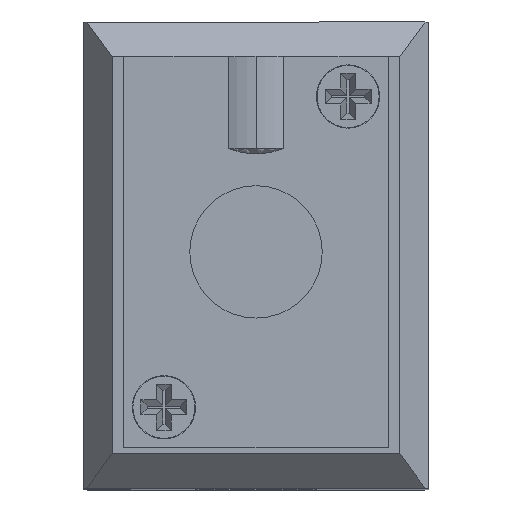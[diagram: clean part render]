
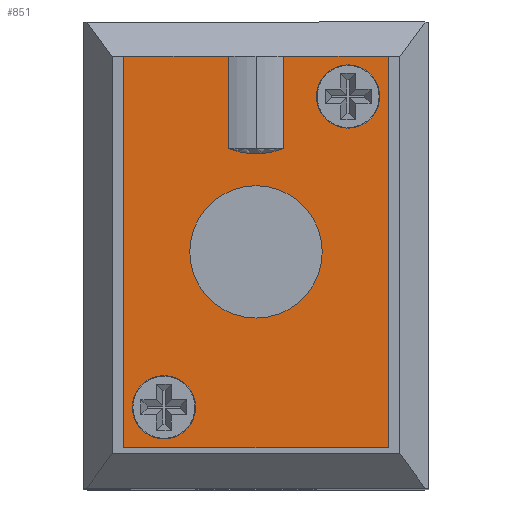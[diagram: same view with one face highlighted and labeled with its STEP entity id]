
A CAD part, top view. The second image highlights one B-rep face of the part: STEP entity #851.
In plain terms, the highlighted planar face has unit normal (0, 0, 1).
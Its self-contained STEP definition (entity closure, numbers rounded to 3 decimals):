
#181 = EDGE_LOOP ( 'NONE', ( #1995, #1994 ) ) ;
#198 = EDGE_LOOP ( 'NONE', ( #1991, #1990, #1989, #1988, #1987, #1986, #1985, #1984 ) ) ;
#201 = EDGE_LOOP ( 'NONE', ( #1993, #1992 ) ) ;
#257 = EDGE_LOOP ( 'NONE', ( #1997, #1996 ) ) ;
#504 = AXIS2_PLACEMENT_3D ( 'NONE', #1898, #1861, #1856 ) ;
#694 = AXIS2_PLACEMENT_3D ( 'NONE', #3253, #3251, #3250 ) ;
#696 = AXIS2_PLACEMENT_3D ( 'NONE', #3237, #3235, #3233 ) ;
#698 = AXIS2_PLACEMENT_3D ( 'NONE', #3221, #3220, #3219 ) ;
#699 = AXIS2_PLACEMENT_3D ( 'NONE', #3214, #3212, #3211 ) ;
#700 = AXIS2_PLACEMENT_3D ( 'NONE', #3209, #3208, #3206 ) ;
#701 = AXIS2_PLACEMENT_3D ( 'NONE', #3205, #3203, #3202 ) ;
#702 = AXIS2_PLACEMENT_3D ( 'NONE', #3197, #3196, #3194 ) ;
#851 = ADVANCED_FACE ( 'NONE', ( #4380, #4381, #4382, #4383 ), #1900, .T. ) ;
#1244 = VERTEX_POINT ( 'NONE', #3525 ) ;
#1253 = VERTEX_POINT ( 'NONE', #3513 ) ;
#1256 = VERTEX_POINT ( 'NONE', #3510 ) ;
#1261 = VERTEX_POINT ( 'NONE', #3504 ) ;
#1266 = VERTEX_POINT ( 'NONE', #3499 ) ;
#1267 = VERTEX_POINT ( 'NONE', #3498 ) ;
#1295 = VERTEX_POINT ( 'NONE', #3464 ) ;
#1303 = VERTEX_POINT ( 'NONE', #3434 ) ;
#1324 = VERTEX_POINT ( 'NONE', #3371 ) ;
#1327 = VERTEX_POINT ( 'NONE', #3363 ) ;
#1335 = VERTEX_POINT ( 'NONE', #3340 ) ;
#1338 = VERTEX_POINT ( 'NONE', #3330 ) ;
#1398 = VERTEX_POINT ( 'NONE', #3164 ) ;
#1465 = VERTEX_POINT ( 'NONE', #2958 ) ;
#1856 = DIRECTION ( 'NONE',  ( 1., 0., 0. ) ) ;
#1861 = DIRECTION ( 'NONE',  ( 0., 0., 1. ) ) ;
#1898 = CARTESIAN_POINT ( 'NONE',  ( 11.5, -17., 13. ) ) ;
#1900 = PLANE ( 'NONE',  #504 ) ;
#1984 = ORIENTED_EDGE ( 'NONE', *, *, #3860, .T. ) ;
#1985 = ORIENTED_EDGE ( 'NONE', *, *, #3859, .T. ) ;
#1986 = ORIENTED_EDGE ( 'NONE', *, *, #3858, .T. ) ;
#1987 = ORIENTED_EDGE ( 'NONE', *, *, #3857, .T. ) ;
#1988 = ORIENTED_EDGE ( 'NONE', *, *, #3856, .T. ) ;
#1989 = ORIENTED_EDGE ( 'NONE', *, *, #3823, .T. ) ;
#1990 = ORIENTED_EDGE ( 'NONE', *, *, #3855, .T. ) ;
#1991 = ORIENTED_EDGE ( 'NONE', *, *, #3854, .F. ) ;
#1992 = ORIENTED_EDGE ( 'NONE', *, *, #3841, .F. ) ;
#1993 = ORIENTED_EDGE ( 'NONE', *, *, #3853, .F. ) ;
#1994 = ORIENTED_EDGE ( 'NONE', *, *, #3845, .F. ) ;
#1995 = ORIENTED_EDGE ( 'NONE', *, *, #3852, .F. ) ;
#1996 = ORIENTED_EDGE ( 'NONE', *, *, #3849, .F. ) ;
#1997 = ORIENTED_EDGE ( 'NONE', *, *, #3851, .F. ) ;
#2958 = CARTESIAN_POINT ( 'NONE',  ( 5.75, 0., 13. ) ) ;
#3164 = CARTESIAN_POINT ( 'NONE',  ( 11.5, -17., 13. ) ) ;
#3179 = DIRECTION ( 'NONE',  ( -1., 0., 0. ) ) ;
#3181 = CARTESIAN_POINT ( 'NONE',  ( -11.5, 17., 13. ) ) ;
#3182 = DIRECTION ( 'NONE',  ( 0., 1., 0. ) ) ;
#3183 = CARTESIAN_POINT ( 'NONE',  ( 11.5, 17., 13. ) ) ;
#3185 = DIRECTION ( 'NONE',  ( 1., 0., 0. ) ) ;
#3186 = CARTESIAN_POINT ( 'NONE',  ( -11.5, -17., 13. ) ) ;
#3188 = DIRECTION ( 'NONE',  ( 0., -1., 0. ) ) ;
#3189 = CARTESIAN_POINT ( 'NONE',  ( -11.5, 17., 13. ) ) ;
#3190 = DIRECTION ( 'NONE',  ( -1., 0., 0. ) ) ;
#3193 = CARTESIAN_POINT ( 'NONE',  ( -11.5, 17., 13. ) ) ;
#3194 = DIRECTION ( 'NONE',  ( 1., 0., 0. ) ) ;
#3196 = DIRECTION ( 'NONE',  ( 0., 0., -1. ) ) ;
#3197 = CARTESIAN_POINT ( 'NONE',  ( 0., 14.5, 13. ) ) ;
#3199 = DIRECTION ( 'NONE',  ( 0., 1., 0. ) ) ;
#3200 = CARTESIAN_POINT ( 'NONE',  ( 2.398, 9., 13. ) ) ;
#3202 = DIRECTION ( 'NONE',  ( 1., 0., 0. ) ) ;
#3203 = DIRECTION ( 'NONE',  ( 0., 0., 1. ) ) ;
#3205 = CARTESIAN_POINT ( 'NONE',  ( -8., -13.5, 13. ) ) ;
#3206 = DIRECTION ( 'NONE',  ( 1., 0., 0. ) ) ;
#3208 = DIRECTION ( 'NONE',  ( 0., 0., 1. ) ) ;
#3209 = CARTESIAN_POINT ( 'NONE',  ( 8., 13.5, 13. ) ) ;
#3211 = DIRECTION ( 'NONE',  ( 1., 0., 0. ) ) ;
#3212 = DIRECTION ( 'NONE',  ( 0., 0., 1. ) ) ;
#3214 = CARTESIAN_POINT ( 'NONE',  ( 0., 0., 13. ) ) ;
#3219 = DIRECTION ( 'NONE',  ( 1., 0., 0. ) ) ;
#3220 = DIRECTION ( 'NONE',  ( 0., 0., 1. ) ) ;
#3221 = CARTESIAN_POINT ( 'NONE',  ( 0., 0., 13. ) ) ;
#3233 = DIRECTION ( 'NONE',  ( 1., 0., 0. ) ) ;
#3235 = DIRECTION ( 'NONE',  ( 0., 0., 1. ) ) ;
#3237 = CARTESIAN_POINT ( 'NONE',  ( 8., 13.5, 13. ) ) ;
#3250 = DIRECTION ( 'NONE',  ( 1., 0., 0. ) ) ;
#3251 = DIRECTION ( 'NONE',  ( 0., 0., 1. ) ) ;
#3253 = CARTESIAN_POINT ( 'NONE',  ( -8., -13.5, 13. ) ) ;
#3320 = DIRECTION ( 'NONE',  ( 0., 1., 0. ) ) ;
#3322 = CARTESIAN_POINT ( 'NONE',  ( -2.398, 9., 13. ) ) ;
#3330 = CARTESIAN_POINT ( 'NONE',  ( -10.75, -13.5, 13. ) ) ;
#3340 = CARTESIAN_POINT ( 'NONE',  ( 11.5, 17., 13. ) ) ;
#3363 = CARTESIAN_POINT ( 'NONE',  ( 5.25, 13.5, 13. ) ) ;
#3371 = CARTESIAN_POINT ( 'NONE',  ( 10.75, 13.5, 13. ) ) ;
#3434 = CARTESIAN_POINT ( 'NONE',  ( 2.398, 17., 13. ) ) ;
#3464 = CARTESIAN_POINT ( 'NONE',  ( -2.398, 9., 13. ) ) ;
#3498 = CARTESIAN_POINT ( 'NONE',  ( -11.5, 17., 13. ) ) ;
#3499 = CARTESIAN_POINT ( 'NONE',  ( -5.25, -13.5, 13. ) ) ;
#3504 = CARTESIAN_POINT ( 'NONE',  ( 2.398, 9., 13. ) ) ;
#3510 = CARTESIAN_POINT ( 'NONE',  ( -5.75, 0., 13. ) ) ;
#3513 = CARTESIAN_POINT ( 'NONE',  ( -11.5, -17., 13. ) ) ;
#3525 = CARTESIAN_POINT ( 'NONE',  ( -2.398, 17., 13. ) ) ;
#3823 = EDGE_CURVE ( 'NONE', #1295, #1244, #4836, .T. ) ;
#3841 = EDGE_CURVE ( 'NONE', #1338, #1266, #4866, .T. ) ;
#3845 = EDGE_CURVE ( 'NONE', #1327, #1324, #4872, .T. ) ;
#3849 = EDGE_CURVE ( 'NONE', #1256, #1465, #4878, .T. ) ;
#3851 = EDGE_CURVE ( 'NONE', #1465, #1256, #4880, .T. ) ;
#3852 = EDGE_CURVE ( 'NONE', #1324, #1327, #4881, .T. ) ;
#3853 = EDGE_CURVE ( 'NONE', #1266, #1338, #4883, .T. ) ;
#3854 = EDGE_CURVE ( 'NONE', #1261, #1303, #4882, .T. ) ;
#3855 = EDGE_CURVE ( 'NONE', #1261, #1295, #4886, .T. ) ;
#3856 = EDGE_CURVE ( 'NONE', #1244, #1267, #4885, .T. ) ;
#3857 = EDGE_CURVE ( 'NONE', #1267, #1253, #4888, .T. ) ;
#3858 = EDGE_CURVE ( 'NONE', #1253, #1398, #4890, .T. ) ;
#3859 = EDGE_CURVE ( 'NONE', #1398, #1335, #4892, .T. ) ;
#3860 = EDGE_CURVE ( 'NONE', #1335, #1303, #4894, .T. ) ;
#4380 = FACE_BOUND ( 'NONE', #257, .T. ) ;
#4381 = FACE_BOUND ( 'NONE', #181, .T. ) ;
#4382 = FACE_BOUND ( 'NONE', #201, .T. ) ;
#4383 = FACE_OUTER_BOUND ( 'NONE', #198, .T. ) ;
#4836 = LINE ( 'NONE', #3322, #4838 ) ;
#4838 = VECTOR ( 'NONE', #3320, 1000. ) ;
#4866 = CIRCLE ( 'NONE', #694, 2.75 ) ;
#4872 = CIRCLE ( 'NONE', #696, 2.75 ) ;
#4878 = CIRCLE ( 'NONE', #698, 5.75 ) ;
#4880 = CIRCLE ( 'NONE', #699, 5.75 ) ;
#4881 = CIRCLE ( 'NONE', #700, 2.75 ) ;
#4882 = LINE ( 'NONE', #3200, #4884 ) ;
#4883 = CIRCLE ( 'NONE', #701, 2.75 ) ;
#4884 = VECTOR ( 'NONE', #3199, 1000. ) ;
#4885 = LINE ( 'NONE', #3193, #4887 ) ;
#4886 = CIRCLE ( 'NONE', #702, 6. ) ;
#4887 = VECTOR ( 'NONE', #3190, 1000. ) ;
#4888 = LINE ( 'NONE', #3189, #4889 ) ;
#4889 = VECTOR ( 'NONE', #3188, 1000. ) ;
#4890 = LINE ( 'NONE', #3186, #4891 ) ;
#4891 = VECTOR ( 'NONE', #3185, 1000. ) ;
#4892 = LINE ( 'NONE', #3183, #4893 ) ;
#4893 = VECTOR ( 'NONE', #3182, 1000. ) ;
#4894 = LINE ( 'NONE', #3181, #4895 ) ;
#4895 = VECTOR ( 'NONE', #3179, 1000. ) ;
